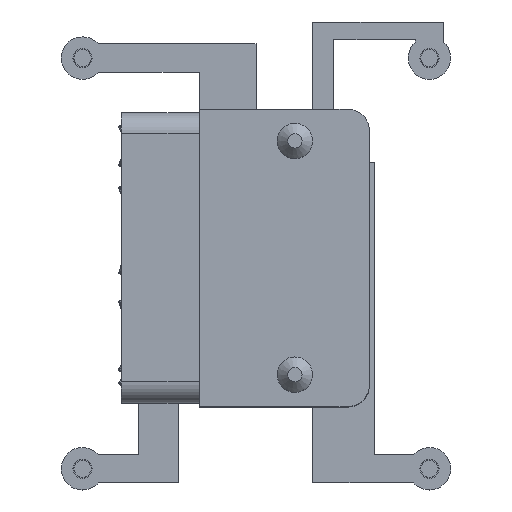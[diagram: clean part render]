
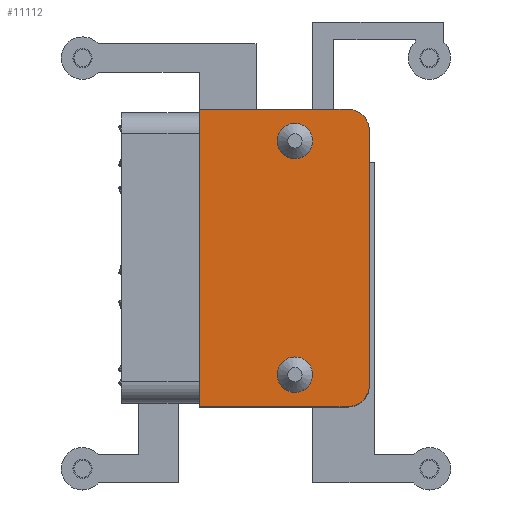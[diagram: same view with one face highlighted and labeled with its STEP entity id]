
A CAD part, top view. The second image highlights one B-rep face of the part: STEP entity #11112.
In plain terms, the highlighted planar face has unit normal (0, 0, 1).
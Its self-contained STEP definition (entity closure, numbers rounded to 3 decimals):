
#725=FACE_BOUND('',#1846,.T.);
#726=FACE_BOUND('',#1847,.T.);
#1117=FACE_OUTER_BOUND('',#1845,.T.);
#1845=EDGE_LOOP('',(#8696,#8697,#8698,#8699,#8700,#8701));
#1846=EDGE_LOOP('',(#8702));
#1847=EDGE_LOOP('',(#8703));
#2607=LINE('',#26969,#3486);
#2616=LINE('',#26988,#3495);
#2617=LINE('',#26992,#3496);
#2618=LINE('',#26995,#3497);
#3486=VECTOR('',#13655,10.);
#3495=VECTOR('',#13668,10.);
#3496=VECTOR('',#13671,10.);
#3497=VECTOR('',#13674,10.);
#4311=CIRCLE('',#11921,3.);
#4312=CIRCLE('',#11922,3.);
#4313=CIRCLE('',#11923,2.5);
#4314=CIRCLE('',#11924,2.5);
#5068=VERTEX_POINT('',#26967);
#5069=VERTEX_POINT('',#26968);
#5077=VERTEX_POINT('',#26987);
#5078=VERTEX_POINT('',#26989);
#5079=VERTEX_POINT('',#26991);
#5080=VERTEX_POINT('',#26993);
#5081=VERTEX_POINT('',#26996);
#5082=VERTEX_POINT('',#26998);
#6377=EDGE_CURVE('',#5068,#5069,#2607,.T.);
#6387=EDGE_CURVE('',#5068,#5077,#2616,.T.);
#6388=EDGE_CURVE('',#5077,#5078,#4311,.T.);
#6389=EDGE_CURVE('',#5078,#5079,#2617,.T.);
#6390=EDGE_CURVE('',#5079,#5080,#4312,.T.);
#6391=EDGE_CURVE('',#5080,#5069,#2618,.T.);
#6392=EDGE_CURVE('',#5081,#5081,#4313,.T.);
#6393=EDGE_CURVE('',#5082,#5082,#4314,.T.);
#8696=ORIENTED_EDGE('',*,*,#6377,.F.);
#8697=ORIENTED_EDGE('',*,*,#6387,.T.);
#8698=ORIENTED_EDGE('',*,*,#6388,.T.);
#8699=ORIENTED_EDGE('',*,*,#6389,.T.);
#8700=ORIENTED_EDGE('',*,*,#6390,.T.);
#8701=ORIENTED_EDGE('',*,*,#6391,.T.);
#8702=ORIENTED_EDGE('',*,*,#6392,.T.);
#8703=ORIENTED_EDGE('',*,*,#6393,.T.);
#10618=PLANE('',#11920);
#11112=ADVANCED_FACE('',(#1117,#725,#726),#10618,.T.);
#11920=AXIS2_PLACEMENT_3D('',#26986,#13666,#13667);
#11921=AXIS2_PLACEMENT_3D('',#26990,#13669,#13670);
#11922=AXIS2_PLACEMENT_3D('',#26994,#13672,#13673);
#11923=AXIS2_PLACEMENT_3D('',#26997,#13675,#13676);
#11924=AXIS2_PLACEMENT_3D('',#26999,#13677,#13678);
#13655=DIRECTION('',(0.,1.,0.));
#13666=DIRECTION('center_axis',(0.,0.,1.));
#13667=DIRECTION('ref_axis',(1.,0.,0.));
#13668=DIRECTION('',(1.,0.,0.));
#13669=DIRECTION('center_axis',(0.,0.,1.));
#13670=DIRECTION('ref_axis',(0.,-1.,0.));
#13671=DIRECTION('',(0.,1.,0.));
#13672=DIRECTION('center_axis',(0.,0.,1.));
#13673=DIRECTION('ref_axis',(1.,0.,0.));
#13674=DIRECTION('',(-1.,0.,0.));
#13675=DIRECTION('center_axis',(0.,0.,
-1.));
#13676=DIRECTION('ref_axis',(1.,0.,0.));
#13677=DIRECTION('center_axis',(0.,0.,-1.));
#13678=DIRECTION('ref_axis',(1.,0.,0.));
#26967=CARTESIAN_POINT('',(-13.5,-21.,53.3));
#26968=CARTESIAN_POINT('',(-13.5,21.,53.3));
#26969=CARTESIAN_POINT('',(-13.5,-21.,53.3));
#26986=CARTESIAN_POINT('Origin',(-1.5,0.,
53.3));
#26987=CARTESIAN_POINT('',(7.5,-21.,53.3));
#26988=CARTESIAN_POINT('',(-7.5,-21.,53.3));
#26989=CARTESIAN_POINT('',(10.5,-18.,53.3));
#26990=CARTESIAN_POINT('Origin',(7.5,-18.,53.3));
#26991=CARTESIAN_POINT('',(10.5,18.,53.3));
#26992=CARTESIAN_POINT('',(10.5,-18.,53.3));
#26993=CARTESIAN_POINT('',(7.5,21.,53.3));
#26994=CARTESIAN_POINT('Origin',(7.5,18.,53.3));
#26995=CARTESIAN_POINT('',(7.5,21.,53.3));
#26996=CARTESIAN_POINT('',(-2.5,-16.5,53.3));
#26997=CARTESIAN_POINT('Origin',(0.,-16.5,
53.3));
#26998=CARTESIAN_POINT('',(-2.5,16.5,53.3));
#26999=CARTESIAN_POINT('Origin',(0.,16.5,53.3));
